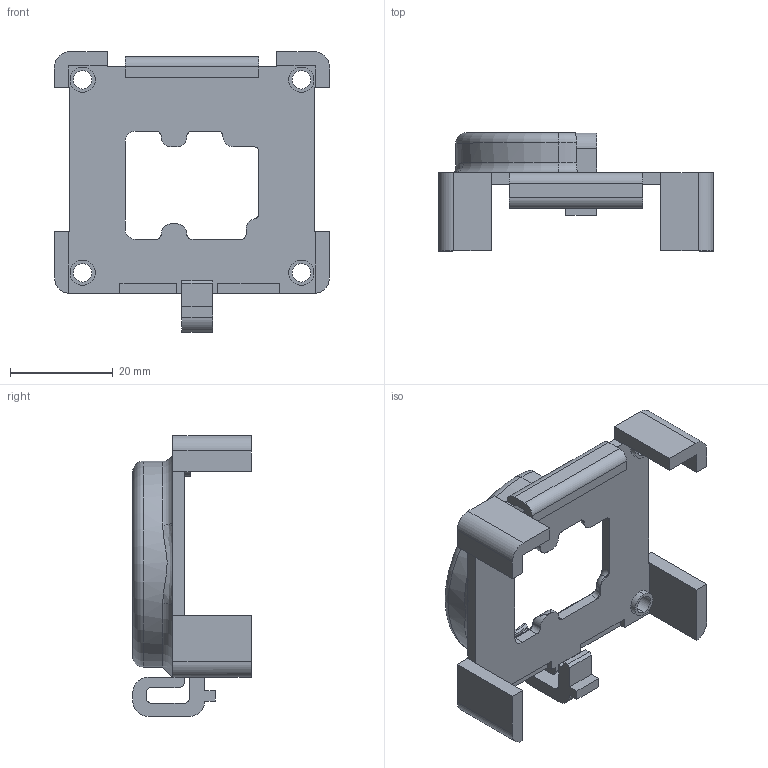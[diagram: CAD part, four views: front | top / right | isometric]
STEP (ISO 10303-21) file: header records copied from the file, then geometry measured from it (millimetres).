
FILE_DESCRIPTION (( 'STEP AP214' ), '1' );
FILE_NAME ('140-020-103.STEP', '2020-08-17T13:43:36', ( '' ), ( '' ), 'SwSTEP 2.0', 'SolidWorks 2020', '' );
FILE_SCHEMA (( 'AUTOMOTIVE_DESIGN' ));
Length unit declared in the file: millimetre
Products named in the file (1): 140-020-103
Bounding box: 53.45 x 23 x 54.6 mm (x, y, z)
Volume: 7599.8 mm3; surface area: 8101.4 mm2
Topology: 1 solids, 1 shells, 199 faces, 535 edges, 334 vertices
Faces by surface type: plane 88, cylinder 78, torus 16, bspline 9, cone 6, sphere 2
Entity records: 6552 total; most frequent: CARTESIAN_POINT 1487, DIRECTION 1079, ORIENTED_EDGE 1054, EDGE_CURVE 527, AXIS2_PLACEMENT_3D 380, VERTEX_POINT 334, LINE 319, VECTOR 319
